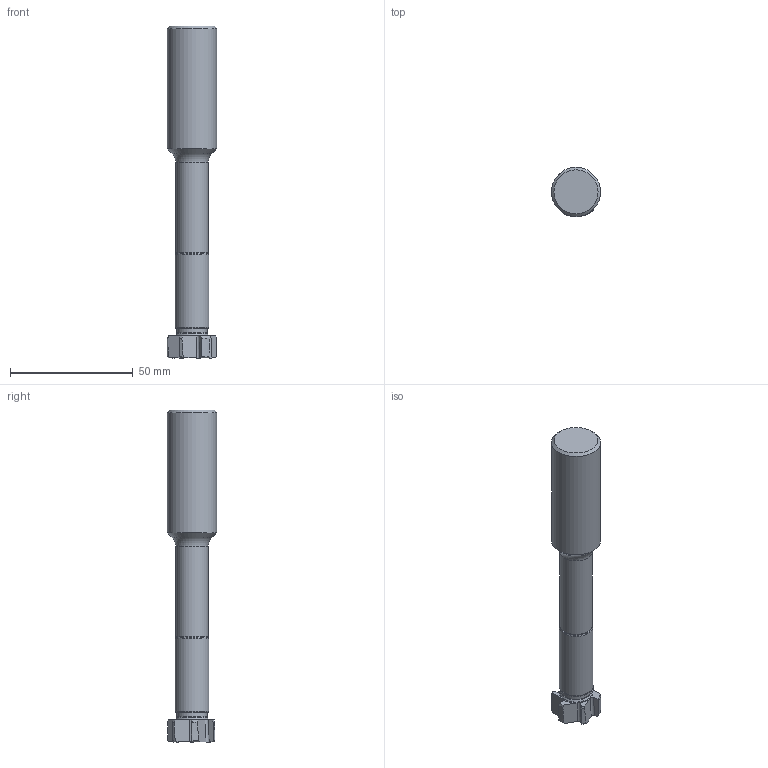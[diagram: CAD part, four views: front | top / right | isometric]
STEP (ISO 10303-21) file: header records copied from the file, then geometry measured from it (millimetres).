
FILE_DESCRIPTION(/* description */ (''),/* implementation_level */ '2;1');
FILE_NAME(/* name */ 'PMX08B-08200-20N1.stp',/* time_stamp */ '2016-02-25T14:09:08+06:00',/* author */ (''),/* organization */ (''),/* preprocessor_version */ 'ST-DEVELOPER v15',/* originating_system */ 'SIEMENS PLM Software NX 8.5',/* authorisation */ '');
FILE_SCHEMA (('AUTOMOTIVE_DESIGN { 1 0 10303 214 3 1 1 1 }'));
Length unit declared in the file: millimetre
Products named in the file (1): inpu3A0C8D203f99
Bounding box: 20 x 20 x 135 mm (x, y, z)
Volume: 29225 mm3; surface area: 8896.1 mm2
Topology: 3 solids, 3 shells, 83 faces, 194 edges, 120 vertices
Faces by surface type: plane 27, cone 22, cylinder 15, bspline 12, torus 6, revolution 1
Full cylindrical faces by diameter (mm): 4.9 x1, 5.7 x1, 8 x1, 8.25 x1, 12.35 x1, 12.414 x1, 13.2 x1, 13.65 x1, 20 x1
Entity records: 2421 total; most frequent: CARTESIAN_POINT 697, DIRECTION 338, ORIENTED_EDGE 332, EDGE_CURVE 166, AXIS2_PLACEMENT_3D 147, VERTEX_POINT 116, EDGE_LOOP 110, ADVANCED_FACE 83
